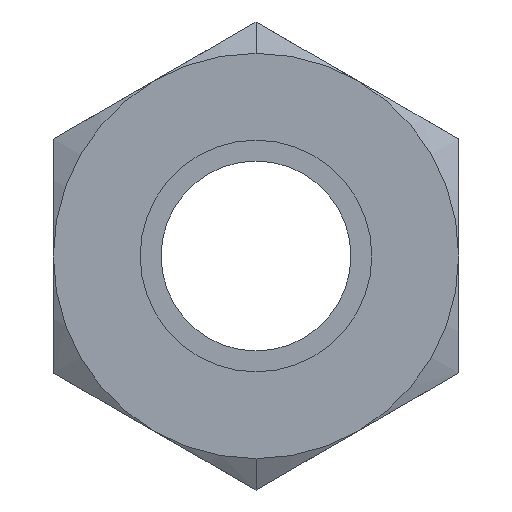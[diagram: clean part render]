
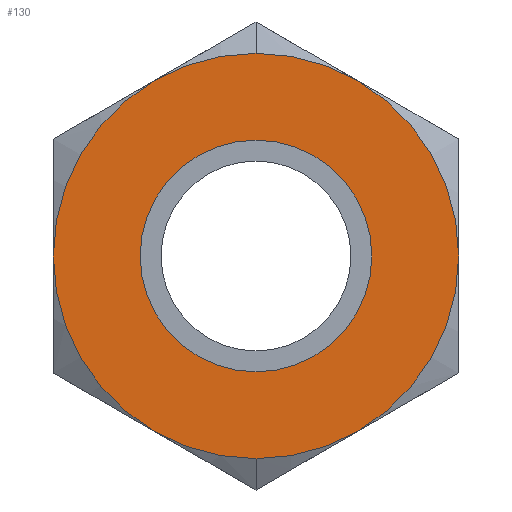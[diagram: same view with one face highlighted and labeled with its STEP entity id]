
A CAD part, left-side view. The second image highlights one B-rep face of the part: STEP entity #130.
In plain terms, the highlighted planar face has unit normal (-1, 0, 0).
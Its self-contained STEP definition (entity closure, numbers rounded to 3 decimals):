
#130 = ADVANCED_FACE ( 'NONE', ( #2652, #5543 ), #3357, .T. ) ;
#250 = ORIENTED_EDGE ( 'NONE', *, *, #6385, .F. ) ;
#448 = EDGE_CURVE ( 'NONE', #8180, #5052, #3864, .T. ) ;
#800 = EDGE_CURVE ( 'NONE', #3246, #5139, #5533, .T. ) ;
#871 = CARTESIAN_POINT ( 'NONE',  ( 0., 0., 0. ) ) ;
#990 = DIRECTION ( 'NONE',  ( 0., 0., 1. ) ) ;
#992 = CARTESIAN_POINT ( 'NONE',  ( 0., 0., 6.35 ) ) ;
#1058 = CIRCLE ( 'NONE', #2708, 11.11 ) ;
#1166 = DIRECTION ( 'NONE',  ( 0., 0., -1. ) ) ;
#1673 = CARTESIAN_POINT ( 'NONE',  ( 0., 0., -6.35 ) ) ;
#2652 = FACE_BOUND ( 'NONE', #4327, .T. ) ;
#2654 = AXIS2_PLACEMENT_3D ( 'NONE', #871, #7401, #6690 ) ;
#2708 = AXIS2_PLACEMENT_3D ( 'NONE', #6935, #6215, #1166 ) ;
#2992 = DIRECTION ( 'NONE',  ( 1., 0., 0. ) ) ;
#3246 = VERTEX_POINT ( 'NONE', #4216 ) ;
#3357 = PLANE ( 'NONE',  #7970 ) ;
#3539 = ORIENTED_EDGE ( 'NONE', *, *, #448, .T. ) ;
#3864 = CIRCLE ( 'NONE', #8697, 6.35 ) ;
#3909 = DIRECTION ( 'NONE',  ( 1., 0., 0. ) ) ;
#4216 = CARTESIAN_POINT ( 'NONE',  ( 0., 0., 11.11 ) ) ;
#4327 = EDGE_LOOP ( 'NONE', ( #6092, #3539 ) ) ;
#4614 = DIRECTION ( 'NONE',  ( 0., 0., 1. ) ) ;
#5052 = VERTEX_POINT ( 'NONE', #1673 ) ;
#5139 = VERTEX_POINT ( 'NONE', #6438 ) ;
#5189 = CARTESIAN_POINT ( 'NONE',  ( 0., 0., 0. ) ) ;
#5533 = CIRCLE ( 'NONE', #2654, 11.11 ) ;
#5543 = FACE_OUTER_BOUND ( 'NONE', #6733, .T. ) ;
#5872 = DIRECTION ( 'NONE',  ( 0., 0., -1. ) ) ;
#6092 = ORIENTED_EDGE ( 'NONE', *, *, #7785, .T. ) ;
#6215 = DIRECTION ( 'NONE',  ( 1., 0., 0. ) ) ;
#6239 = DIRECTION ( 'NONE',  ( -1., 0., 0. ) ) ;
#6385 = EDGE_CURVE ( 'NONE', #5139, #3246, #1058, .T. ) ;
#6438 = CARTESIAN_POINT ( 'NONE',  ( 0., 0., -11.11 ) ) ;
#6579 = CARTESIAN_POINT ( 'NONE',  ( 0., 0., 0. ) ) ;
#6690 = DIRECTION ( 'NONE',  ( 0., 0., 1. ) ) ;
#6733 = EDGE_LOOP ( 'NONE', ( #9226, #250 ) ) ;
#6935 = CARTESIAN_POINT ( 'NONE',  ( 0., 0., 0. ) ) ;
#7020 = AXIS2_PLACEMENT_3D ( 'NONE', #6579, #2992, #5872 ) ;
#7401 = DIRECTION ( 'NONE',  ( 1., 0., 0. ) ) ;
#7785 = EDGE_CURVE ( 'NONE', #5052, #8180, #8361, .T. ) ;
#7970 = AXIS2_PLACEMENT_3D ( 'NONE', #8414, #6239, #990 ) ;
#8180 = VERTEX_POINT ( 'NONE', #992 ) ;
#8361 = CIRCLE ( 'NONE', #7020, 6.35 ) ;
#8414 = CARTESIAN_POINT ( 'NONE',  ( 0., 0., 5.555 ) ) ;
#8697 = AXIS2_PLACEMENT_3D ( 'NONE', #5189, #3909, #4614 ) ;
#9226 = ORIENTED_EDGE ( 'NONE', *, *, #800, .F. ) ;
